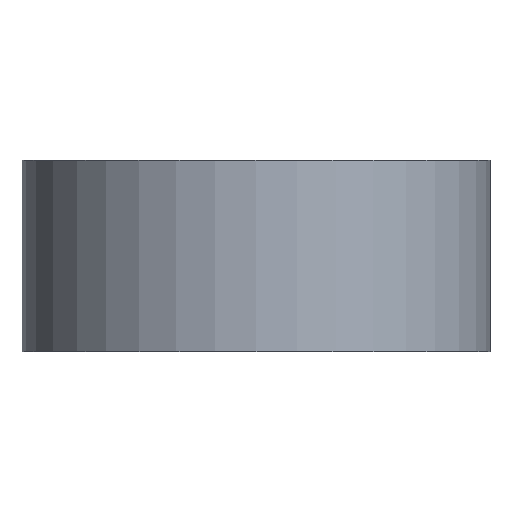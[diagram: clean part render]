
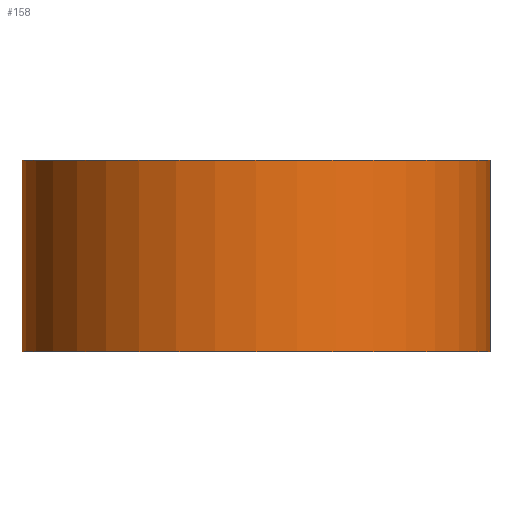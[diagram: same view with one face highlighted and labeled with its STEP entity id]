
A CAD part, front view. The second image highlights one B-rep face of the part: STEP entity #158.
In plain terms, the highlighted cylindrical face has radius 3.72 mm (diameter 7.44 mm), a partial arc.
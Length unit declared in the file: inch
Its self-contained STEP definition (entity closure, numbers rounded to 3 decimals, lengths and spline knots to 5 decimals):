
#4 = VERTEX_POINT ( 'NONE', #189 ) ;
#6 = DIRECTION ( 'NONE',  ( 1., 0., 0. ) ) ;
#10 = CYLINDRICAL_SURFACE ( 'NONE', #219, 0.14646 ) ;
#13 = VECTOR ( 'NONE', #83, 39.37008 ) ;
#16 = EDGE_LOOP ( 'NONE', ( #208, #221, #106, #123 ) ) ;
#21 = DIRECTION ( 'NONE',  ( 0., 0., 1. ) ) ;
#25 = CARTESIAN_POINT ( 'NONE',  ( 0., 0., 0. ) ) ;
#28 = CARTESIAN_POINT ( 'NONE',  ( 0.14646, 0., 0. ) ) ;
#43 = CIRCLE ( 'NONE', #149, 0.14646 ) ;
#47 = DIRECTION ( 'NONE',  ( 0., 0., 1. ) ) ;
#48 = CARTESIAN_POINT ( 'NONE',  ( -0.14646, 0., 0. ) ) ;
#71 = VERTEX_POINT ( 'NONE', #193 ) ;
#76 = DIRECTION ( 'NONE',  ( 1., 0., 0. ) ) ;
#78 = CARTESIAN_POINT ( 'NONE',  ( -0.14646, 0., 0.12 ) ) ;
#81 = EDGE_CURVE ( 'NONE', #207, #178, #214, .T. ) ;
#83 = DIRECTION ( 'NONE',  ( 0., 0., 1. ) ) ;
#93 = VECTOR ( 'NONE', #47, 39.37008 ) ;
#95 = FACE_OUTER_BOUND ( 'NONE', #16, .T. ) ;
#96 = AXIS2_PLACEMENT_3D ( 'NONE', #146, #108, #76 ) ;
#102 = CARTESIAN_POINT ( 'NONE',  ( 0.14646, 0., 0.12 ) ) ;
#106 = ORIENTED_EDGE ( 'NONE', *, *, #217, .T. ) ;
#108 = DIRECTION ( 'NONE',  ( 0., 0., -1. ) ) ;
#115 = LINE ( 'NONE', #28, #13 ) ;
#123 = ORIENTED_EDGE ( 'NONE', *, *, #81, .T. ) ;
#130 = EDGE_CURVE ( 'NONE', #71, #4, #43, .T. ) ;
#146 = CARTESIAN_POINT ( 'NONE',  ( 0., 0., 0.12 ) ) ;
#149 = AXIS2_PLACEMENT_3D ( 'NONE', #199, #21, #6 ) ;
#158 = ADVANCED_FACE ( 'NONE', ( #95 ), #10, .T. ) ;
#178 = VERTEX_POINT ( 'NONE', #78 ) ;
#180 = EDGE_CURVE ( 'NONE', #71, #178, #185, .T. ) ;
#185 = LINE ( 'NONE', #48, #93 ) ;
#189 = CARTESIAN_POINT ( 'NONE',  ( 0.14646, 0., 0. ) ) ;
#193 = CARTESIAN_POINT ( 'NONE',  ( -0.14646, 0., 0. ) ) ;
#196 = DIRECTION ( 'NONE',  ( 0., 0., 1. ) ) ;
#199 = CARTESIAN_POINT ( 'NONE',  ( 0., 0., 0. ) ) ;
#207 = VERTEX_POINT ( 'NONE', #102 ) ;
#208 = ORIENTED_EDGE ( 'NONE', *, *, #180, .F. ) ;
#210 = DIRECTION ( 'NONE',  ( 1., 0., 0. ) ) ;
#214 = CIRCLE ( 'NONE', #96, 0.14646 ) ;
#217 = EDGE_CURVE ( 'NONE', #4, #207, #115, .T. ) ;
#219 = AXIS2_PLACEMENT_3D ( 'NONE', #25, #196, #210 ) ;
#221 = ORIENTED_EDGE ( 'NONE', *, *, #130, .T. ) ;
